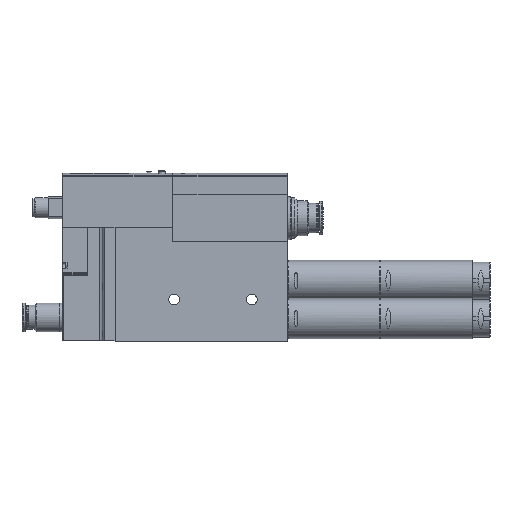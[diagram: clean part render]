
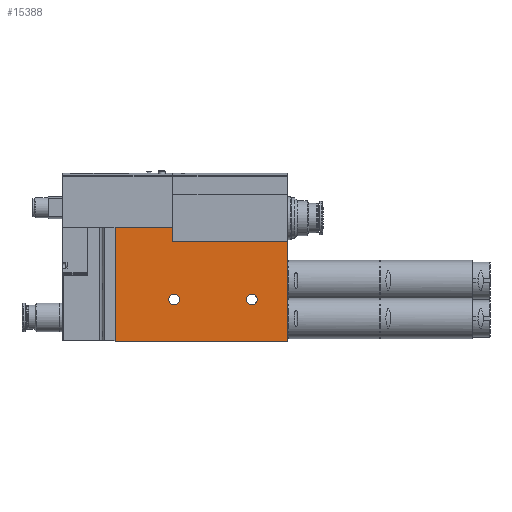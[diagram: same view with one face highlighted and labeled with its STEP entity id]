
A CAD part, top view. The second image highlights one B-rep face of the part: STEP entity #15388.
In plain terms, the highlighted planar face has unit normal (0, 0, 1).
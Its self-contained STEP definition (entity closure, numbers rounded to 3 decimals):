
#254=PLANE('',#16495);
#855=CIRCLE('',#16496,3.2);
#856=CIRCLE('',#16497,3.2);
#1188=LINE('',#20968,#1978);
#1517=LINE('',#22330,#2307);
#1520=LINE('',#22346,#2310);
#1523=LINE('',#22356,#2313);
#1528=LINE('',#22364,#2318);
#1530=LINE('',#22367,#2320);
#1978=VECTOR('',#17398,1000.);
#2307=VECTOR('',#18927,1000.);
#2310=VECTOR('',#18942,1000.);
#2313=VECTOR('',#18951,1000.);
#2318=VECTOR('',#18958,1000.);
#2320=VECTOR('',#18962,1000.);
#4297=ORIENTED_EDGE('',*,*,#6577,.T.);
#4298=ORIENTED_EDGE('',*,*,#6578,.T.);
#4299=ORIENTED_EDGE('',*,*,#5895,.T.);
#4300=ORIENTED_EDGE('',*,*,#6555,.T.);
#4301=ORIENTED_EDGE('',*,*,#6563,.T.);
#4302=ORIENTED_EDGE('',*,*,#6568,.T.);
#4303=ORIENTED_EDGE('',*,*,#6573,.T.);
#4304=ORIENTED_EDGE('',*,*,#6575,.T.);
#5895=EDGE_CURVE('',#7395,#7394,#1188,.T.);
#6555=EDGE_CURVE('',#7394,#7827,#1517,.T.);
#6563=EDGE_CURVE('',#7827,#7834,#1520,.T.);
#6568=EDGE_CURVE('',#7834,#7838,#1523,.T.);
#6573=EDGE_CURVE('',#7838,#7840,#1528,.T.);
#6575=EDGE_CURVE('',#7840,#7395,#1530,.T.);
#6577=EDGE_CURVE('',#7841,#7841,#855,.T.);
#6578=EDGE_CURVE('',#7842,#7842,#856,.T.);
#7394=VERTEX_POINT('',#20967);
#7395=VERTEX_POINT('',#20969);
#7827=VERTEX_POINT('',#22329);
#7834=VERTEX_POINT('',#22345);
#7838=VERTEX_POINT('',#22355);
#7840=VERTEX_POINT('',#22363);
#7841=VERTEX_POINT('',#22371);
#7842=VERTEX_POINT('',#22373);
#8801=EDGE_LOOP('',(#4297));
#8802=EDGE_LOOP('',(#4298));
#8803=EDGE_LOOP('',(#4299,#4300,#4301,#4302,#4303,#4304));
#9734=FACE_BOUND('',#8801,.T.);
#9735=FACE_BOUND('',#8802,.T.);
#9736=FACE_BOUND('',#8803,.T.);
#15388=ADVANCED_FACE('',(#9734,#9735,#9736),#254,.T.);
#16495=AXIS2_PLACEMENT_3D('',#22369,#18964,#18965);
#16496=AXIS2_PLACEMENT_3D('',#22370,#18966,#18967);
#16497=AXIS2_PLACEMENT_3D('',#22372,#18968,#18969);
#17398=DIRECTION('',(-1.,0.,0.));
#18927=DIRECTION('',(0.,-1.,0.));
#18942=DIRECTION('',(1.,0.,0.));
#18951=DIRECTION('',(0.,1.,0.));
#18958=DIRECTION('',(-1.,0.,0.));
#18962=DIRECTION('',(0.,1.,0.));
#18964=DIRECTION('',(0.,0.,1.));
#18965=DIRECTION('',(1.,0.,0.));
#18966=DIRECTION('',(0.,0.,-1.));
#18967=DIRECTION('',(-1.,0.,0.));
#18968=DIRECTION('',(0.,0.,-1.));
#18969=DIRECTION('',(-1.,0.,0.));
#20967=CARTESIAN_POINT('',(31.,67.5,18.));
#20968=CARTESIAN_POINT('',(65.3,67.5,18.));
#20969=CARTESIAN_POINT('',(65.3,67.5,18.));
#22329=CARTESIAN_POINT('',(31.,0.,18.));
#22330=CARTESIAN_POINT('',(31.,67.5,18.));
#22345=CARTESIAN_POINT('',(133.,0.,18.));
#22346=CARTESIAN_POINT('',(31.,0.,18.));
#22355=CARTESIAN_POINT('',(133.,59.,18.));
#22356=CARTESIAN_POINT('',(133.,0.,18.));
#22363=CARTESIAN_POINT('',(65.3,59.,18.));
#22364=CARTESIAN_POINT('',(133.,59.,18.));
#22367=CARTESIAN_POINT('',(65.3,59.,18.));
#22369=CARTESIAN_POINT('',(0.,0.,18.));
#22370=CARTESIAN_POINT('',(112.,24.75,18.));
#22371=CARTESIAN_POINT('',(108.8,24.75,18.));
#22372=CARTESIAN_POINT('',(66.,24.75,18.));
#22373=CARTESIAN_POINT('',(62.8,24.75,18.));
